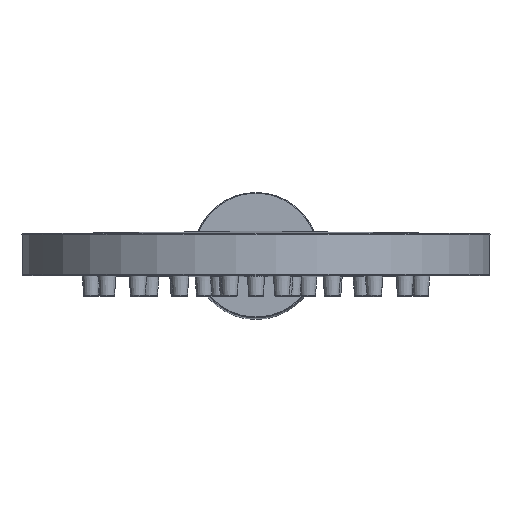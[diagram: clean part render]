
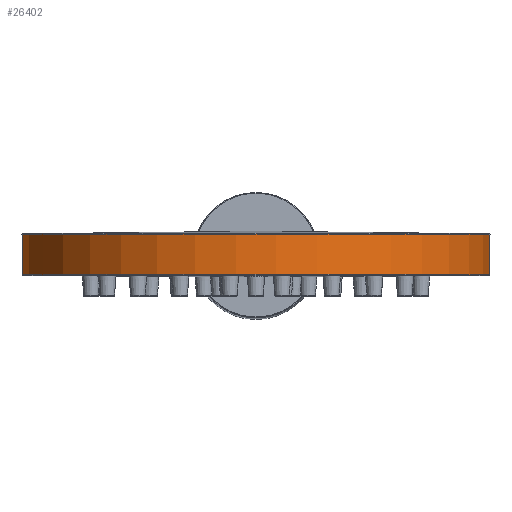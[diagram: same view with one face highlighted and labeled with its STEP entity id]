
A CAD part, top view. The second image highlights one B-rep face of the part: STEP entity #26402.
In plain terms, the highlighted cylindrical face has radius 45 mm (diameter 90 mm), a partial arc.
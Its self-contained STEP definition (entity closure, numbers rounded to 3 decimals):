
#2189=LINE('',#54559,#2944);
#2190=LINE('',#54569,#2945);
#2191=LINE('',#54575,#2946);
#2194=LINE('',#55832,#2949);
#2197=LINE('',#55842,#2952);
#2198=LINE('',#55847,#2953);
#2944=VECTOR('',#31664,1000.);
#2945=VECTOR('',#31679,1000.);
#2946=VECTOR('',#31686,1000.);
#2949=VECTOR('',#32303,1000.);
#2952=VECTOR('',#32316,1000.);
#2953=VECTOR('',#32325,1000.);
#3103=CYLINDRICAL_SURFACE('',#28129,45.);
#9018=ORIENTED_EDGE('',*,*,#11463,.F.);
#9019=ORIENTED_EDGE('',*,*,#11461,.T.);
#9020=ORIENTED_EDGE('',*,*,#11468,.T.);
#9021=ORIENTED_EDGE('',*,*,#11270,.T.);
#9022=ORIENTED_EDGE('',*,*,#11262,.T.);
#9023=ORIENTED_EDGE('',*,*,#11259,.T.);
#9024=ORIENTED_EDGE('',*,*,#11267,.F.);
#9025=ORIENTED_EDGE('',*,*,#11471,.F.);
#11259=EDGE_CURVE('',#12959,#12958,#13739,.T.);
#11262=EDGE_CURVE('',#12961,#12959,#2189,.T.);
#11267=EDGE_CURVE('',#12963,#12958,#2190,.T.);
#11270=EDGE_CURVE('',#12964,#12961,#2191,.T.);
#11461=EDGE_CURVE('',#13153,#13154,#13866,.T.);
#11463=EDGE_CURVE('',#13153,#13156,#2194,.T.);
#11468=EDGE_CURVE('',#13154,#12964,#2197,.T.);
#11471=EDGE_CURVE('',#13156,#12963,#2198,.T.);
#12958=VERTEX_POINT('',#54549);
#12959=VERTEX_POINT('',#54551);
#12961=VERTEX_POINT('',#54560);
#12963=VERTEX_POINT('',#54570);
#12964=VERTEX_POINT('',#54574);
#13153=VERTEX_POINT('',#55822);
#13154=VERTEX_POINT('',#55827);
#13156=VERTEX_POINT('',#55833);
#13739=CIRCLE('',#27800,45.);
#13866=CIRCLE('',#28118,45.);
#15440=EDGE_LOOP('',(#9018,#9019,#9020,#9021,#9022,#9023,#9024,#9025));
#17010=FACE_BOUND('',#15440,.T.);
#26402=ADVANCED_FACE('',(#17010),#3103,.T.);
#27800=AXIS2_PLACEMENT_3D('',#54550,#31658,#31659);
#28118=AXIS2_PLACEMENT_3D('',#55828,#32298,#32299);
#28129=AXIS2_PLACEMENT_3D('',#55848,#32326,#32327);
#31658=DIRECTION('',(0.,-1.,0.));
#31659=DIRECTION('',(0.,0.,-1.));
#31664=DIRECTION('',(0.,1.,0.));
#31679=DIRECTION('',(0.,1.,0.));
#31686=DIRECTION('',(0.,1.,0.));
#32298=DIRECTION('',(0.,1.,0.));
#32299=DIRECTION('',(0.,0.,1.));
#32303=DIRECTION('',(0.,1.,0.));
#32316=DIRECTION('',(0.,1.,0.));
#32325=DIRECTION('',(0.,1.,0.));
#32326=DIRECTION('',(0.,1.,0.));
#32327=DIRECTION('',(-1.,0.,0.));
#54549=CARTESIAN_POINT('',(-11.522,7.853,-43.5));
#54550=CARTESIAN_POINT('',(0.,7.853,0.));
#54551=CARTESIAN_POINT('',(11.522,7.853,-43.5));
#54559=CARTESIAN_POINT('',(11.522,-0.4,-43.5));
#54560=CARTESIAN_POINT('',(11.522,6.77,-43.5));
#54569=CARTESIAN_POINT('',(-11.522,-0.4,-43.5));
#54570=CARTESIAN_POINT('',(-11.522,6.77,-43.5));
#54574=CARTESIAN_POINT('',(11.522,1.23,-43.5));
#54575=CARTESIAN_POINT('',(11.522,-0.4,-43.5));
#55822=CARTESIAN_POINT('',(-11.522,0.15,-43.5));
#55827=CARTESIAN_POINT('',(11.522,0.15,-43.5));
#55828=CARTESIAN_POINT('',(0.,0.15,0.));
#55832=CARTESIAN_POINT('',(-11.522,-0.4,-43.5));
#55833=CARTESIAN_POINT('',(-11.522,1.23,-43.5));
#55842=CARTESIAN_POINT('',(11.522,-0.4,-43.5));
#55847=CARTESIAN_POINT('',(-11.522,-0.4,-43.5));
#55848=CARTESIAN_POINT('',(0.,-0.4,0.));
